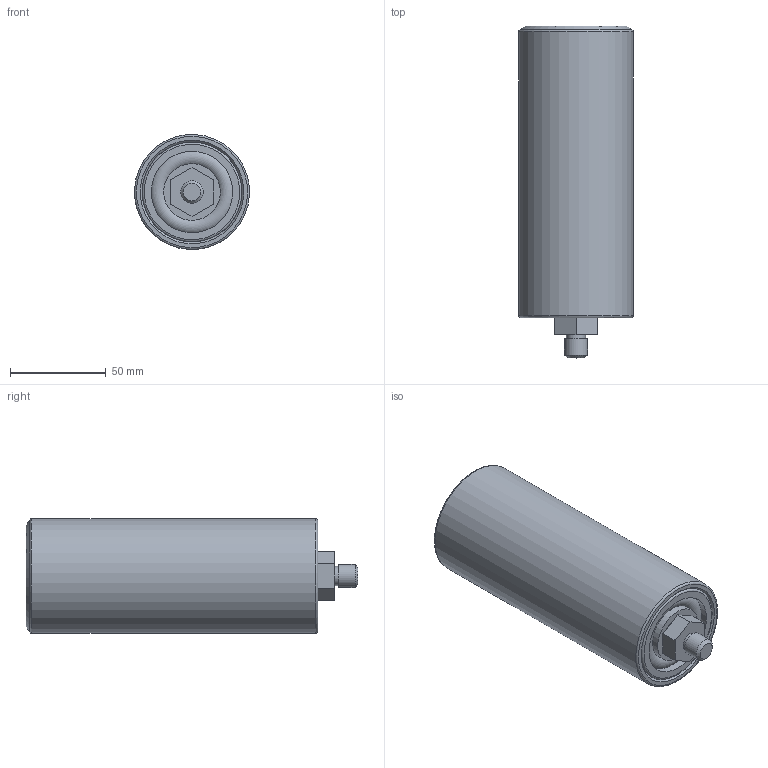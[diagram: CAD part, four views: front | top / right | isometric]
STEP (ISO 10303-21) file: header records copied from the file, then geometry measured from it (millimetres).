
FILE_DESCRIPTION (( 'STEP AP203' ), '1' );
FILE_NAME ('240920 STEP 3-400070-00_0028.STEP', '2024-09-20T12:04:39', ( '' ), ( '' ), 'SwSTEP 2.0', 'SolidWorks 2023', '' );
FILE_SCHEMA (( 'CONFIG_CONTROL_DESIGN' ));
Length unit declared in the file: millimetre
Products named in the file (1): 240920 STEP 3-400070-00_0028
Bounding box: 59.91 x 173 x 59.91 mm (x, y, z)
Surface area: 36636.6 mm2 (no closed solid volume)
Topology: 0 solids, 5 shells, 26 faces, 57 edges, 38 vertices
Faces by surface type: plane 13, cylinder 5, torus 5, cone 3
Full cylindrical faces by diameter (mm): 10 x1, 12 x1, 29.6 x1, 42.4 x1, 60 x1
Entity records: 690 total; most frequent: DIRECTION 116, CARTESIAN_POINT 101, ORIENTED_EDGE 67, AXIS2_PLACEMENT_3D 49, EDGE_LOOP 44, EDGE_CURVE 40, FACE_OUTER_BOUND 36, VERTEX_POINT 34
